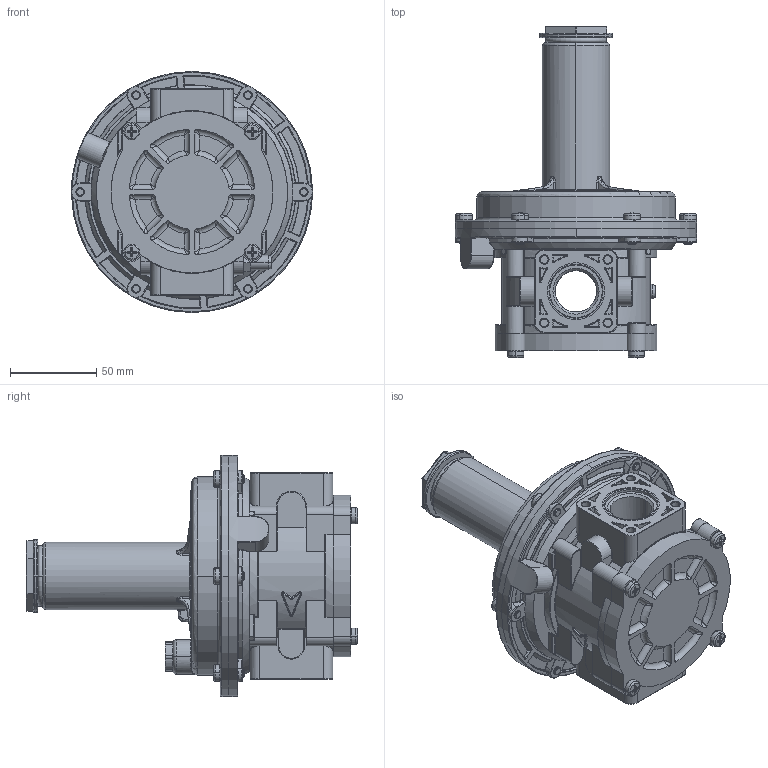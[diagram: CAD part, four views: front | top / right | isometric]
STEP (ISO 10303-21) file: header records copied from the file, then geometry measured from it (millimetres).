
FILE_DESCRIPTION((''),'2;1');
FILE_NAME('RG03_ASM','2014-12-15T',('Matteo Bolognesi'),(''),'PRO/ENGINEER BY PARAMETRIC TECHNOLOGY CORPORATION, 2012130','PRO/ENGINEER BY PARAMETRIC TECHNOLOGY CORPORATION, 2012130','');
FILE_SCHEMA(('CONFIG_CONTROL_DESIGN'));
Length unit declared in the file: millimetre
Products named in the file (11): CO-0741; FC-0200; FL-0201; PRESSURETAP; IM-0210; VITETAGLIOM5X16; VITETAGLIOM5X14; AN-0120; OR-0050; TA-0400; RG03_ASM
Assembly tree (18 placements, depth 2):
  RG03_ASM
    CO-0741
    FC-0200
    FL-0201
    PRESSURETAP
    IM-0210
    VITETAGLIOM5X16  x4
    VITETAGLIOM5X14  x6
    AN-0120
    OR-0050
    TA-0400
Bounding box: 140 x 192.66 x 140 mm (x, y, z)
Volume: 394511.8 mm3; surface area: 201900.1 mm2
Topology: 18 solids, 26 shells, 2722 faces, 6156 edges, 3532 vertices
Faces by surface type: cylinder 919, torus 546, plane 438, bspline 378, cone 223, sphere 218
Entity records: 88386 total; most frequent: CARTESIAN_POINT 40190, DIRECTION 10546, ORIENTED_EDGE 9884, EDGE_CURVE 4958, AXIS2_PLACEMENT_3D 4598, VERTEX_POINT 2828, CIRCLE 2691, EDGE_LOOP 2348
